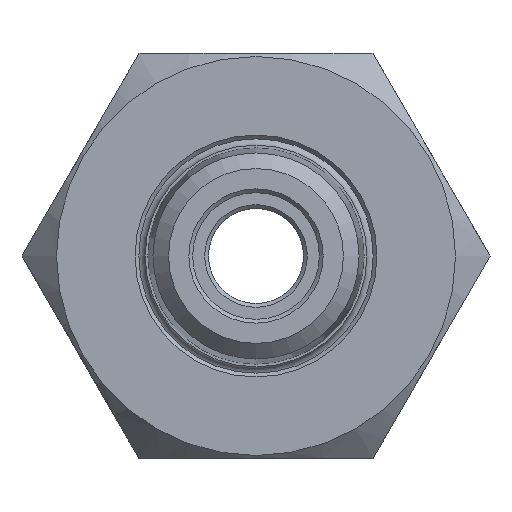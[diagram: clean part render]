
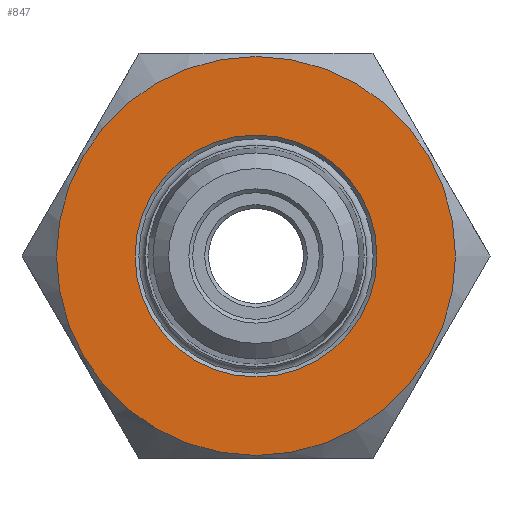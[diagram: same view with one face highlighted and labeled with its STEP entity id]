
A CAD part, left-side view. The second image highlights one B-rep face of the part: STEP entity #847.
In plain terms, the highlighted planar face has unit normal (-1, 0, 0).
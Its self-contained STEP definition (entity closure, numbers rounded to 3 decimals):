
#49=FACE_BOUND('',#149,.T.);
#66=PLANE('',#984);
#94=FACE_OUTER_BOUND('',#148,.T.);
#148=EDGE_LOOP('',(#619));
#149=EDGE_LOOP('',(#620));
#299=CIRCLE('',#965,15.75);
#306=CIRCLE('',#979,9.55);
#374=VERTEX_POINT('',#1431);
#380=VERTEX_POINT('',#1457);
#458=EDGE_CURVE('',#374,#374,#299,.T.);
#470=EDGE_CURVE('',#380,#380,#306,.T.);
#619=ORIENTED_EDGE('',*,*,#458,.T.);
#620=ORIENTED_EDGE('',*,*,#470,.F.);
#847=ADVANCED_FACE('',(#94,#49),#66,.T.);
#965=AXIS2_PLACEMENT_3D('',#1433,#1097,#1098);
#979=AXIS2_PLACEMENT_3D('',#1458,#1130,#1131);
#984=AXIS2_PLACEMENT_3D('',#1468,#1142,#1143);
#1097=DIRECTION('center_axis',(-1.,0.,0.));
#1098=DIRECTION('ref_axis',(0.,1.,0.));
#1130=DIRECTION('center_axis',(-1.,0.,0.));
#1131=DIRECTION('ref_axis',(0.,0.,-1.));
#1142=DIRECTION('center_axis',(-1.,0.,0.));
#1143=DIRECTION('ref_axis',(0.,0.,1.));
#1431=CARTESIAN_POINT('',(-13.5,-15.75,0.));
#1433=CARTESIAN_POINT('Origin',(-13.5,0.,0.));
#1457=CARTESIAN_POINT('',(-13.5,0.,9.55));
#1458=CARTESIAN_POINT('Origin',(-13.5,0.,0.));
#1468=CARTESIAN_POINT('Origin',(-13.5,0.,0.));
